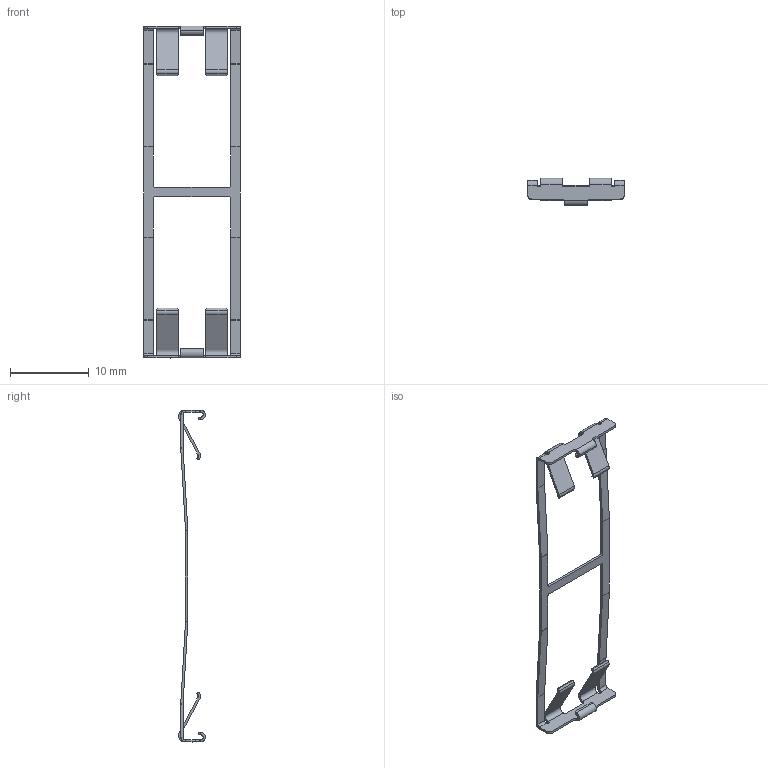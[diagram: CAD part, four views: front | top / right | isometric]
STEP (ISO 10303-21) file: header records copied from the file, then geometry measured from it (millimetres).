
FILE_DESCRIPTION (( 'STEP AP214' ), '1' );
FILE_NAME ('CN109M-044-0001-210126.STEP', '2021-01-26T10:03:38', ( '' ), ( '' ), 'SwSTEP 2.0', 'SolidWorks 2018', '' );
FILE_SCHEMA (( 'AUTOMOTIVE_DESIGN' ));
Length unit declared in the file: millimetre
Products named in the file (1): CN109M-044-0001-210126
Bounding box: 12.2 x 3.45 x 42.05 mm (x, y, z)
Volume: 73 mm3; surface area: 577.4 mm2
Topology: 1 solids, 1 shells, 383 faces, 952 edges, 576 vertices
Faces by surface type: plane 292, cylinder 82, bspline 9
Entity records: 11426 total; most frequent: CARTESIAN_POINT 2297, ORIENTED_EDGE 1904, DIRECTION 1848, EDGE_CURVE 952, LINE 770, VECTOR 770, VERTEX_POINT 576, AXIS2_PLACEMENT_3D 539
